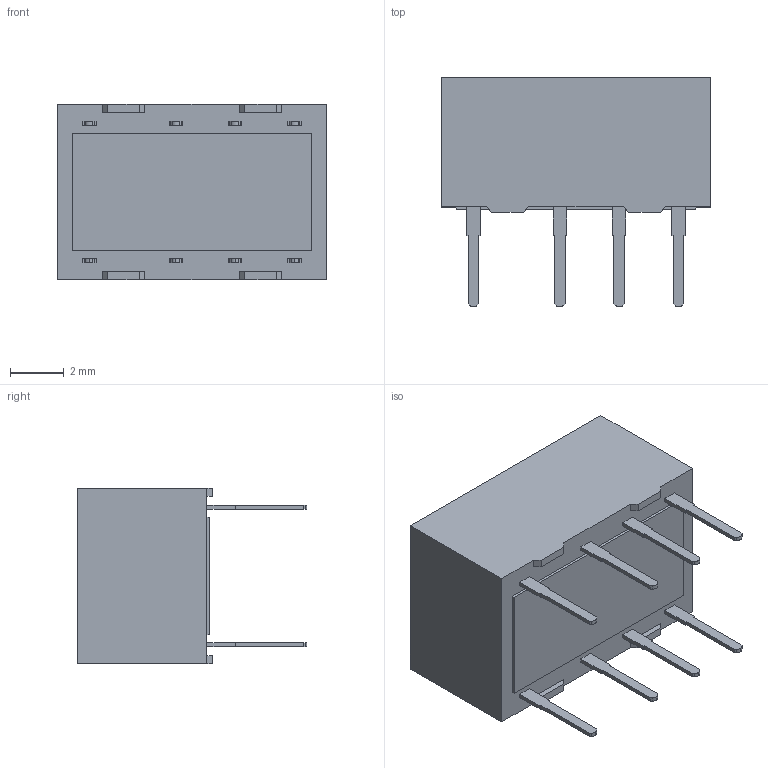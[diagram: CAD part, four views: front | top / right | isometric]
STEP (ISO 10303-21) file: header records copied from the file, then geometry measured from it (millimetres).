
FILE_DESCRIPTION (( 'STEP AP203' ), '1' );
FILE_NAME ('G6K_2P_Y.step', '2014-06-25T06:27:24', ( 'OSMC1.0 ' ), ( ' ' ), 'SwSTEP 2.0', 'SolidWorks 2002025', '' );
FILE_SCHEMA (( 'CONFIG_CONTROL_DESIGN' ));
Length unit declared in the file: millimetre
Products named in the file (1): G6K_2P_Y
Bounding box: 10 x 8.5 x 6.5 mm (x, y, z)
Volume: 317.6 mm3; surface area: 328.6 mm2
Topology: 1 solids, 1 shells, 132 faces, 360 edges, 239 vertices
Faces by surface type: plane 113, cylinder 17, torus 2
Entity records: 4185 total; most frequent: CARTESIAN_POINT 730, ORIENTED_EDGE 716, DIRECTION 662, EDGE_CURVE 358, VECTOR 320, LINE 320, VERTEX_POINT 239, AXIS2_PLACEMENT_3D 171
